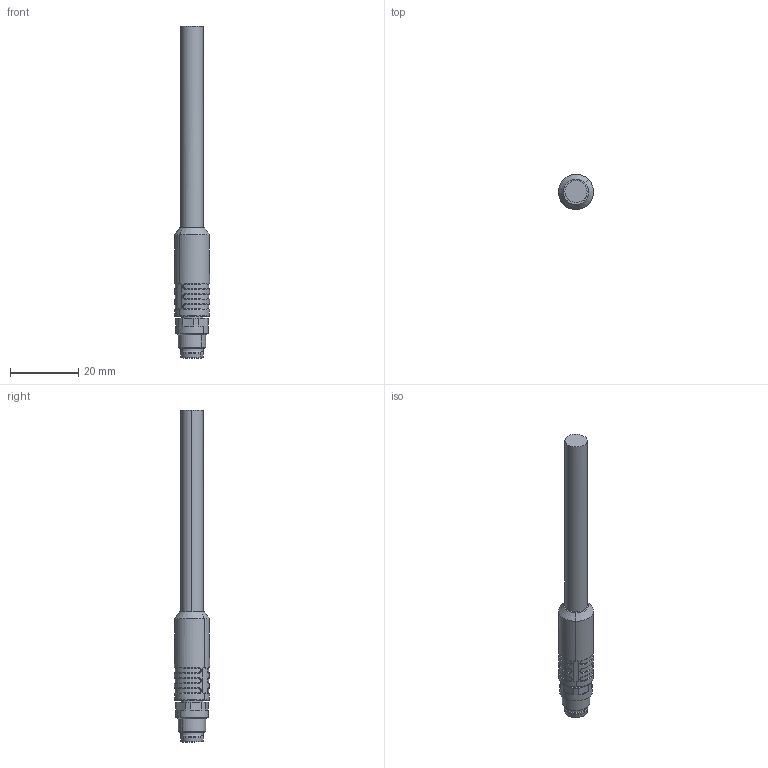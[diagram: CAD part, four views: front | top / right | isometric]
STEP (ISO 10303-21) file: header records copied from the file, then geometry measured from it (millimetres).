
FILE_DESCRIPTION(('CATIA V5 STEP Exchange','CAx-IF Rec.Pracs.--- Model Styling and Organization---1.4--- 2014-01-23'),'2;1');
FILE_NAME ('1173406-2_0_2706150100_2706150100.stp','2023-01-31T09:31:22+00:00',('none'),('Weidmueller'),'CATIA Version 5-6 Release 2016 SP3 HF44','CATIA V5 STEP AP214','none');
FILE_SCHEMA(('AUTOMOTIVE_DESIGN { 1 0 10303 214 1 1 1 1 }'));
Length unit declared in the file: millimetre
Products named in the file (1): 2706150100
Bounding box: 10.29 x 10.29 x 97.55 mm (x, y, z)
Volume: 4610.1 mm3; surface area: 3394.1 mm2
Topology: 12 solids, 12 shells, 241 faces, 604 edges, 364 vertices
Faces by surface type: cylinder 85, plane 51, sphere 32, torus 31, bspline 24, cone 18
Entity records: 7429 total; most frequent: CARTESIAN_POINT 2436, ORIENTED_EDGE 1144, DIRECTION 779, EDGE_CURVE 572, AXIS2_PLACEMENT_3D 450, VERTEX_POINT 360, CIRCLE 268, EDGE_LOOP 260
